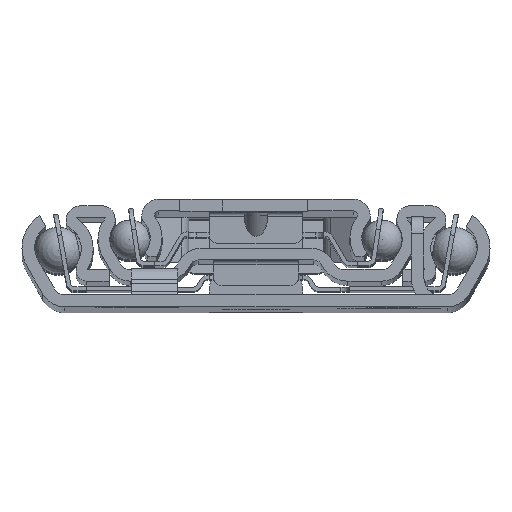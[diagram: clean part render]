
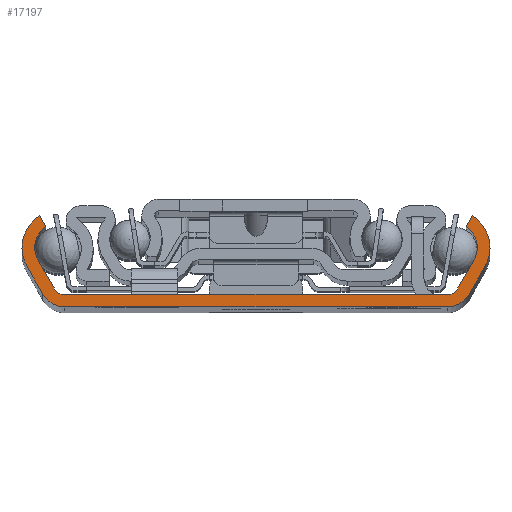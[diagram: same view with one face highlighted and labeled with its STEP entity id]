
A CAD part, top view. The second image highlights one B-rep face of the part: STEP entity #17197.
In plain terms, the highlighted planar face has unit normal (0, 0, 1).
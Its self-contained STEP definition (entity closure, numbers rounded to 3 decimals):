
#388=PLANE('',#24596);
#1787=FACE_OUTER_BOUND('',#3005,.T.);
#3005=EDGE_LOOP('',(#10946,#10947,#10948,#10949,#10950,#10951,#10952,#10953,
#10954,#10955,#10956,#10957,#10958,#10959,#10960,#10961));
#4593=VERTEX_POINT('',#35876);
#4594=VERTEX_POINT('',#35878);
#4596=VERTEX_POINT('',#35884);
#4597=VERTEX_POINT('',#35888);
#4598=VERTEX_POINT('',#35890);
#4600=VERTEX_POINT('',#35896);
#4601=VERTEX_POINT('',#35900);
#4602=VERTEX_POINT('',#35901);
#4605=VERTEX_POINT('',#35912);
#4607=VERTEX_POINT('',#35918);
#4609=VERTEX_POINT('',#35924);
#4611=VERTEX_POINT('',#35930);
#4613=VERTEX_POINT('',#35936);
#4615=VERTEX_POINT('',#35945);
#4617=VERTEX_POINT('',#35951);
#4619=VERTEX_POINT('',#35957);
#7018=EDGE_CURVE('',#4593,#4594,#19822,.T.);
#7022=EDGE_CURVE('',#4596,#4593,#18452,.T.);
#7024=EDGE_CURVE('',#4597,#4598,#19826,.T.);
#7028=EDGE_CURVE('',#4600,#4597,#18454,.T.);
#7029=EDGE_CURVE('',#4601,#4602,#18455,.T.);
#7033=EDGE_CURVE('',#4602,#4596,#19831,.T.);
#7035=EDGE_CURVE('',#4594,#4605,#18457,.T.);
#7038=EDGE_CURVE('',#4605,#4607,#19834,.T.);
#7041=EDGE_CURVE('',#4607,#4609,#18459,.T.);
#7044=EDGE_CURVE('',#4609,#4611,#19838,.T.);
#7047=EDGE_CURVE('',#4611,#4613,#18461,.T.);
#7050=EDGE_CURVE('',#4613,#4600,#19842,.T.);
#7052=EDGE_CURVE('',#4598,#4615,#18463,.T.);
#7055=EDGE_CURVE('',#4615,#4617,#19845,.T.);
#7058=EDGE_CURVE('',#4617,#4619,#18465,.T.);
#7061=EDGE_CURVE('',#4619,#4601,#19849,.T.);
#10946=ORIENTED_EDGE('',*,*,#7029,.F.);
#10947=ORIENTED_EDGE('',*,*,#7061,.F.);
#10948=ORIENTED_EDGE('',*,*,#7058,.F.);
#10949=ORIENTED_EDGE('',*,*,#7055,.F.);
#10950=ORIENTED_EDGE('',*,*,#7052,.F.);
#10951=ORIENTED_EDGE('',*,*,#7024,.F.);
#10952=ORIENTED_EDGE('',*,*,#7028,.F.);
#10953=ORIENTED_EDGE('',*,*,#7050,.F.);
#10954=ORIENTED_EDGE('',*,*,#7047,.F.);
#10955=ORIENTED_EDGE('',*,*,#7044,.F.);
#10956=ORIENTED_EDGE('',*,*,#7041,.F.);
#10957=ORIENTED_EDGE('',*,*,#7038,.F.);
#10958=ORIENTED_EDGE('',*,*,#7035,.F.);
#10959=ORIENTED_EDGE('',*,*,#7018,.F.);
#10960=ORIENTED_EDGE('',*,*,#7022,.F.);
#10961=ORIENTED_EDGE('',*,*,#7033,.F.);
#17197=ADVANCED_FACE('',(#1787),#388,.T.);
#18452=CIRCLE('',#24566,4.5);
#18454=CIRCLE('',#24570,3.);
#18455=CIRCLE('',#24572,3.);
#18457=CIRCLE('',#24576,3.);
#18459=CIRCLE('',#24580,1.);
#18461=CIRCLE('',#24584,1.);
#18463=CIRCLE('',#24588,4.5);
#18465=CIRCLE('',#24592,3.);
#19822=LINE('',#35879,#22153);
#19826=LINE('',#35891,#22157);
#19831=LINE('',#35909,#22162);
#19834=LINE('',#35919,#22165);
#19838=LINE('',#35931,#22169);
#19842=LINE('',#35942,#22173);
#19845=LINE('',#35952,#22176);
#19849=LINE('',#35963,#22180);
#22153=VECTOR('',#27621,1.506);
#22157=VECTOR('',#27633,1.506);
#22162=VECTOR('',#27652,3.753);
#22165=VECTOR('',#27663,4.041);
#22169=VECTOR('',#27675,45.723);
#22173=VECTOR('',#27687,4.041);
#22176=VECTOR('',#27698,3.753);
#22180=VECTOR('',#27710,45.145);
#24566=AXIS2_PLACEMENT_3D('',#35886,#27628,#27629);
#24570=AXIS2_PLACEMENT_3D('',#35898,#27640,#27641);
#24572=AXIS2_PLACEMENT_3D('',#35902,#27644,#27645);
#24576=AXIS2_PLACEMENT_3D('',#35913,#27656,#27657);
#24580=AXIS2_PLACEMENT_3D('',#35925,#27668,#27669);
#24584=AXIS2_PLACEMENT_3D('',#35937,#27680,#27681);
#24588=AXIS2_PLACEMENT_3D('',#35946,#27691,#27692);
#24592=AXIS2_PLACEMENT_3D('',#35958,#27703,#27704);
#24596=AXIS2_PLACEMENT_3D('',#35966,#27714,#27715);
#27621=DIRECTION('',(0.472,-0.882,0.));
#27628=DIRECTION('center_axis',(0.,0.,-1.));
#27629=DIRECTION('ref_axis',(-0.536,0.844,0.));
#27633=DIRECTION('',(0.472,0.882,0.));
#27640=DIRECTION('center_axis',(0.,0.,1.));
#27641=DIRECTION('ref_axis',(-0.866,0.5,0.));
#27644=DIRECTION('center_axis',(0.,0.,-1.));
#27645=DIRECTION('ref_axis',(-0.866,-0.5,0.));
#27652=DIRECTION('',(-0.5,0.866,0.));
#27656=DIRECTION('center_axis',(0.,0.,1.));
#27657=DIRECTION('ref_axis',(0.567,-0.824,0.));
#27663=DIRECTION('',(0.5,-0.866,0.));
#27668=DIRECTION('center_axis',(0.,0.,1.));
#27669=DIRECTION('ref_axis',(0.866,0.5,0.));
#27675=DIRECTION('',(1.,0.,0.));
#27680=DIRECTION('center_axis',(0.,0.,1.));
#27681=DIRECTION('ref_axis',(0.,1.,0.));
#27687=DIRECTION('',(0.5,0.866,0.));
#27691=DIRECTION('center_axis',(0.,0.,-1.));
#27692=DIRECTION('ref_axis',(0.866,-0.5,0.));
#27698=DIRECTION('',(-0.5,-0.866,0.));
#27703=DIRECTION('center_axis',(0.,0.,-1.));
#27704=DIRECTION('ref_axis',(0.,-1.,0.));
#27710=DIRECTION('',(-1.,0.,0.));
#27714=DIRECTION('center_axis',(0.,0.,1.));
#27715=DIRECTION('ref_axis',(1.,0.,0.));
#35876=CARTESIAN_POINT('',(-25.56,10.8,400.));
#35878=CARTESIAN_POINT('',(-24.85,9.472,400.));
#35879=CARTESIAN_POINT('',(-24.85,9.472,400.));
#35884=CARTESIAN_POINT('',(-27.047,4.75,400.));
#35886=CARTESIAN_POINT('Origin',(-23.15,7.,400.));
#35888=CARTESIAN_POINT('',(24.85,9.472,400.));
#35890=CARTESIAN_POINT('',(25.56,10.8,400.));
#35891=CARTESIAN_POINT('',(25.56,10.8,400.));
#35896=CARTESIAN_POINT('',(25.748,5.5,400.));
#35898=CARTESIAN_POINT('Origin',(23.15,7.,400.));
#35900=CARTESIAN_POINT('',(-22.573,0.,400.));
#35901=CARTESIAN_POINT('',(-25.171,1.5,400.));
#35902=CARTESIAN_POINT('Origin',(-22.573,3.,400.));
#35909=CARTESIAN_POINT('',(-27.047,4.75,400.));
#35912=CARTESIAN_POINT('',(-25.748,5.5,400.));
#35913=CARTESIAN_POINT('Origin',(-23.15,7.,400.));
#35918=CARTESIAN_POINT('',(-23.727,2.,400.));
#35919=CARTESIAN_POINT('',(-23.727,2.,400.));
#35924=CARTESIAN_POINT('',(-22.861,1.5,400.));
#35925=CARTESIAN_POINT('Origin',(-22.861,2.5,400.));
#35930=CARTESIAN_POINT('',(22.861,1.5,400.));
#35931=CARTESIAN_POINT('',(22.861,1.5,400.));
#35936=CARTESIAN_POINT('',(23.727,2.,400.));
#35937=CARTESIAN_POINT('Origin',(22.861,2.5,400.));
#35942=CARTESIAN_POINT('',(25.748,5.5,400.));
#35945=CARTESIAN_POINT('',(27.047,4.75,400.));
#35946=CARTESIAN_POINT('Origin',(23.15,7.,400.));
#35951=CARTESIAN_POINT('',(25.171,1.5,400.));
#35952=CARTESIAN_POINT('',(25.171,1.5,400.));
#35957=CARTESIAN_POINT('',(22.573,0.,400.));
#35958=CARTESIAN_POINT('Origin',(22.573,3.,400.));
#35963=CARTESIAN_POINT('',(-22.573,0.,400.));
#35966=CARTESIAN_POINT('Origin',(0.,2.399,
400.));
